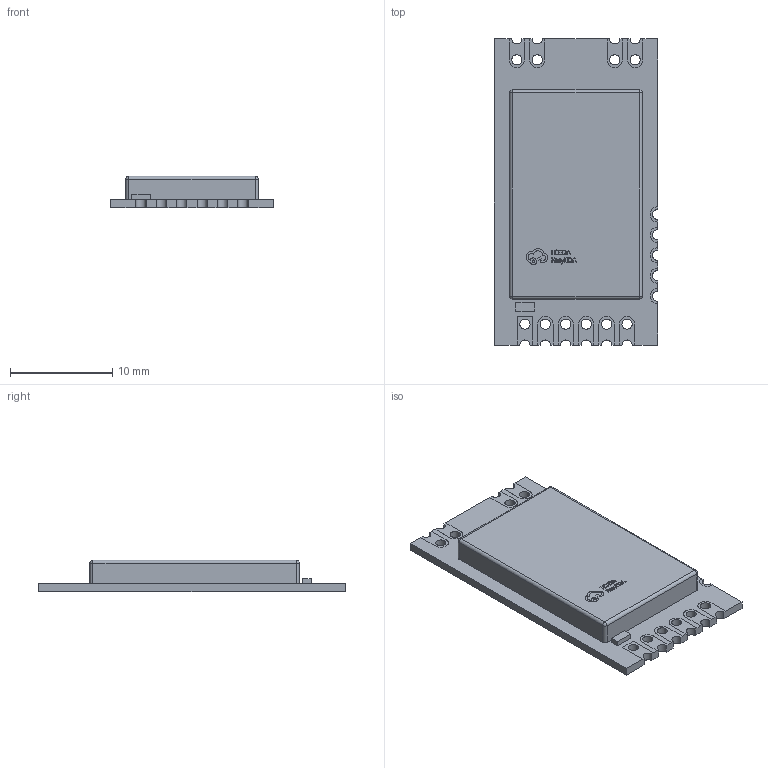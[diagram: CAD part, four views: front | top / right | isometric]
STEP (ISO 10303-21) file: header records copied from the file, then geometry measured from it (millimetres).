
FILE_DESCRIPTION (( 'STEP AP214' ), '1' );
FILE_NAME ('WIRELM-SMD_PNP3806.step', '2022-07-15T13:57:57', ( '' ), ( '' ), 'SwSTEP 2.0', 'SolidWorks 2020', '' );
FILE_SCHEMA (( 'AUTOMOTIVE_DESIGN' ));
Length unit declared in the file: millimetre
Products named in the file (1): WIRELM-SMD_PNP3806
Bounding box: 16 x 30 x 3.1 mm (x, y, z)
Volume: 985.3 mm3; surface area: 1189.4 mm2
Topology: 14 solids, 14 shells, 472 faces, 1297 edges, 858 vertices
Faces by surface type: plane 280, bspline 112, cylinder 76, sphere 4
Entity records: 21018 total; most frequent: CARTESIAN_POINT 4340, ORIENTED_EDGE 2586, DIRECTION 1896, EDGE_CURVE 1293, LINE 870, VECTOR 870, VERTEX_POINT 858, AXIS2_PLACEMENT_3D 513
